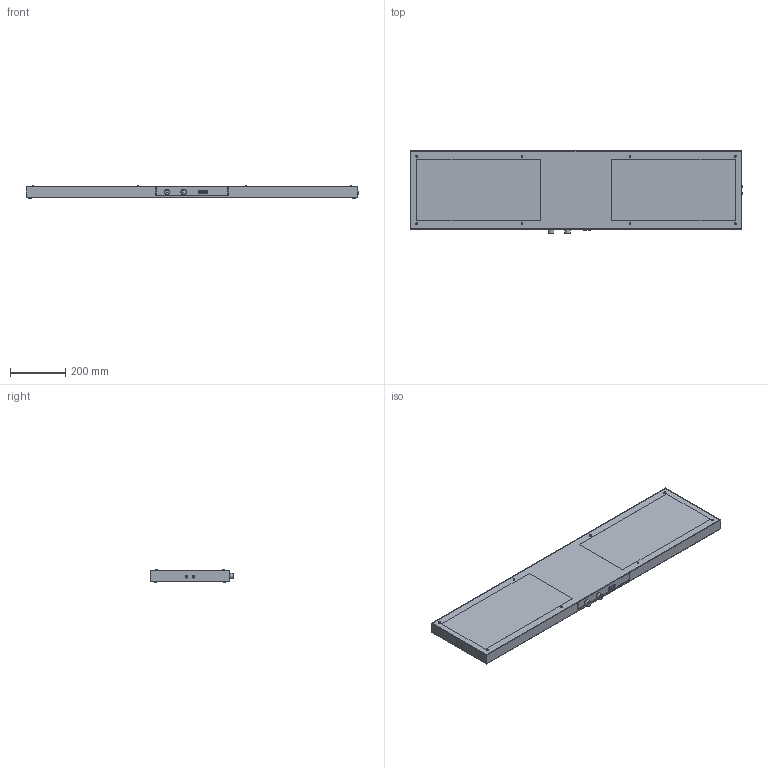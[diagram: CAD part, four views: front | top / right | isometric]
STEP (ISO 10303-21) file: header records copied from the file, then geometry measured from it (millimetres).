
FILE_DESCRIPTION(/* description */ (''),/* implementation_level */ '2;1');
FILE_NAME(/* name */ '120-4-CW-D50-D65',/* time_stamp */ '2019-11-07T09:28:21+01:00',/* author */ (''),/* organization */ (''),/* preprocessor_version */ 'ST-DEVELOPER v15.7',/* originating_system */ 'HiCAD 2015 2002.1 Build 408',/* authorisation */ '');
FILE_SCHEMA (('AUTOMOTIVE_DESIGN { 1 0 10303 214 1 1 1 1 }'));
Length unit declared in the file: millimetre
Products named in the file (24): Root; Baugruppe_Xled-2-VD; QUADER_0; ISO 14579-M3x10-10.9_Zylinderkopfschrauben; DIN 125-A 3.2-140 HV_Scheiben; ZYLINDER_0; BLENDE-VR-GERÄTE; TRANSLATIONSTEIL_0
Assembly tree (23 placements, depth 3):
  Root
    Baugruppe_Xled-2-VD
      QUADER_0
      ISO 14579-M3x10-10.9_Zylinderkopfschrauben
      ISO 14579-M3x10-10.9_Zylinderkopfschrauben
      ISO 14579-M3x10-10.9_Zylinderkopfschrauben
      ISO 14579-M3x10-10.9_Zylinderkopfschrauben
      ISO 14579-M3x10-10.9_Zylinderkopfschrauben
      ISO 14579-M3x10-10.9_Zylinderkopfschrauben
      ISO 14579-M3x10-10.9_Zylinderkopfschrauben
      ISO 14579-M3x10-10.9_Zylinderkopfschrauben
      DIN 125-A 3.2-140 HV_Scheiben
      DIN 125-A 3.2-140 HV_Scheiben
      DIN 125-A 3.2-140 HV_Scheiben
      DIN 125-A 3.2-140 HV_Scheiben
      DIN 125-A 3.2-140 HV_Scheiben
      DIN 125-A 3.2-140 HV_Scheiben
      DIN 125-A 3.2-140 HV_Scheiben
      DIN 125-A 3.2-140 HV_Scheiben
      ZYLINDER_0
      BLENDE-VR-GERÄTE
      QUADER_0
      TRANSLATIONSTEIL_0
      TRANSLATIONSTEIL_0
Bounding box: 1199 x 301.5 x 45.1 mm (x, y, z)
Volume: 13579133 mm3; surface area: 821194.5 mm2
Topology: 22 solids, 22 shells, 350 faces, 768 edges, 502 vertices
Faces by surface type: cylinder 188, plane 127, cone 18, torus 13, sphere 4
Full cylindrical faces by diameter (mm): 2.1 x1, 2.459 x8, 3 x8, 3.2 x8, 3.3 x4, 4 x4, 5 x4, 5.5 x8, 5.6 x1, 6 x6, 7 x8, 9 x8, 10 x1, 11 x1, 12.6 x1, 20 x2
Entity records: 15784 total; most frequent: DIRECTION 1806, CARTESIAN_POINT 1490, PRESENTATION_STYLE_ASSIGNMENT 1280, OVER_RIDING_STYLED_ITEM 1258, COLOUR_RGB 1254, DRAUGHTING_PRE_DEFINED_CURVE_FONT 1246, CURVE_STYLE 1246, ORIENTED_EDGE 1246
